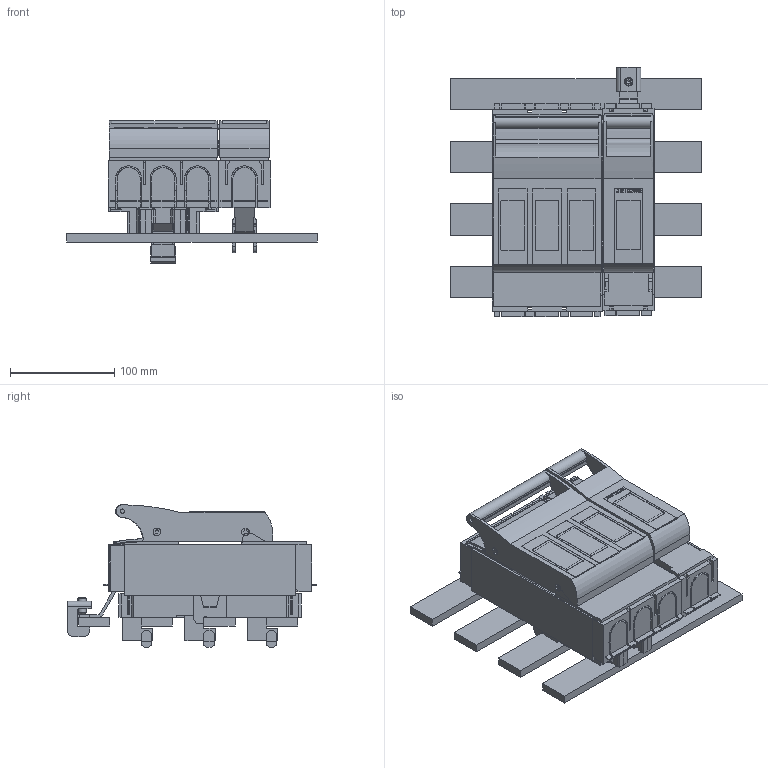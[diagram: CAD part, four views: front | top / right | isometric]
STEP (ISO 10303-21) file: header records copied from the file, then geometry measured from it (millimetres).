
FILE_DESCRIPTION(('CATIA V5 STEP'),'2;1');
FILE_NAME('T503917000_L_Reiter-NH-Sicherungslasttrennschalter-KETO-00-4_60_Au_F.stp','2017-09-20T12:21:23+00:00',('none'),('Jean Müller GmbH'),'CATIA Version 5 Release 19 SP 9 (IN-10)','CATIA V5 STEP AP214','none');
FILE_SCHEMA(('AUTOMOTIVE_DESIGN { 1 0 10303 214 1 1 1 1 }'));
Products named in the file (29): T503917000_L_Reiter-NH-Sich.-Lasttrennschalter KETO-00-4/60/Au/F; 804782_02_L_Grundgeraet KETO-00-1-N-Pol-vor/nacheilend; 34207_L_Scheibe Gr00; 153126_L01_Federkontakt Gr00; 34174_L_Trennergehaeuse Gr00_1-polig; 34175_L_Abdeckung oben Gr00-1-polig; 34176_L_Abdeckung unten Gr00_1-polig; 34199_L_Frontplatte Gr00_1-polig; 68383_Sechskantschraube DIN6921-M8x16; T0633_04_Sammelschienensystem 60mm-5-polig; 158653_Anschlussschiene N; 158632_L_KLemmbuegel; 68356_Gewindestift Innen-6kt ohne Kuppe; 68366_Zylinderstift ISO 8734 - 5x22 - A - St; 85915_Isolierhülse; 67107_Rohrniet B4x03x6; 85916_Rastniet; 31916_Verbindungsclip; T0633_04_L_Grundgeraet KETO-00-3/60/Au; 34178_L_Trennergehaeuse Gr00-3-polig_SST; 34171_L_Abdeckung oben Gr00_3-polig; 34172_L_Abdeckung unten Gr00_3-polig; 158594_L_Anschlussschiene L1; 158595_L_Anschlussschiene L2; 158596_L_Anschlussschiene L3; 5491_10_SK-Klemme kpl  Trenner Gr00; 34200_L_Frontplatte Gr00_3-polig; 34207_L01_Scheibe Gr00-KETO; 34253_L_Sammelschienenanschlag
Assembly tree (47 placements, depth 3):
  T503917000_L_Reiter-NH-Sich.-Lasttrennschalter KETO-00-4/60/Au/F
    804782_02_L_Grundgeraet KETO-00-1-N-Pol-vor/nacheilend
      34207_L_Scheibe Gr00
      153126_L01_Federkontakt Gr00  x2
      34174_L_Trennergehaeuse Gr00_1-polig
      34175_L_Abdeckung oben Gr00-1-polig
      34176_L_Abdeckung unten Gr00_1-polig
      34199_L_Frontplatte Gr00_1-polig
      68383_Sechskantschraube DIN6921-M8x16  x2
    T0633_04_Sammelschienensystem 60mm-5-polig
    158653_Anschlussschiene N
    158632_L_KLemmbuegel
    68356_Gewindestift Innen-6kt ohne Kuppe
    68366_Zylinderstift ISO 8734 - 5x22 - A - St
    85915_Isolierhülse  x2
    67107_Rohrniet B4x03x6  x2
    85916_Rastniet  x4
    31916_Verbindungsclip  x2
    T0633_04_L_Grundgeraet KETO-00-3/60/Au
      34178_L_Trennergehaeuse Gr00-3-polig_SST
      34171_L_Abdeckung oben Gr00_3-polig
      34172_L_Abdeckung unten Gr00_3-polig
      153126_L01_Federkontakt Gr00  x3
      158594_L_Anschlussschiene L1
      158595_L_Anschlussschiene L2
      158596_L_Anschlussschiene L3
      5491_10_SK-Klemme kpl  Trenner Gr00  x3
      34200_L_Frontplatte Gr00_3-polig
      34207_L01_Scheibe Gr00-KETO  x3
      34253_L_Sammelschienenanschlag  x2
    68383_Sechskantschraube DIN6921-M8x16  x3
Bounding box: 240 x 239.15 x 136.49 mm (x, y, z)
Volume: 1342325.8 mm3; surface area: 580403.7 mm2
Topology: 51 solids, 53 shells, 4559 faces, 13299 edges, 8755 vertices
Faces by surface type: plane 3639, cylinder 586, cone 202, torus 108, sphere 16, bspline 8
Entity records: 106268 total; most frequent: CARTESIAN_POINT 20795, ORIENTED_EDGE 19794, DIRECTION 13597, EDGE_CURVE 9897, VECTOR 8004, LINE 8004, VERTEX_POINT 6593, AXIS2_PLACEMENT_3D 3534
